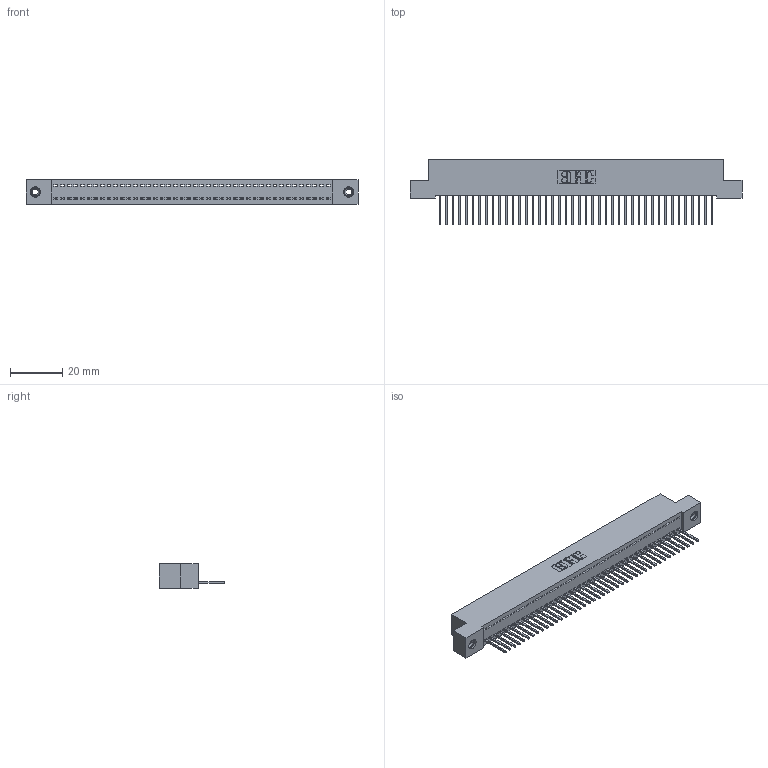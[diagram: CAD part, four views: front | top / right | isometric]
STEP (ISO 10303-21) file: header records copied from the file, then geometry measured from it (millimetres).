
FILE_DESCRIPTION (( 'STEP AP203' ), '1' );
FILE_NAME ('392-042-523-108.STEP', '2019-10-07T20:55:33', ( '' ), ( '' ), 'SwSTEP 2.0', 'SolidWorks 2016', '' );
FILE_SCHEMA (( 'CONFIG_CONTROL_DESIGN' ));
Length unit declared in the file: inch
Products named in the file (4): 345-292-001_345-293-123; 345-250-001_345-250-003-102; 392-042-523-108; 342 Part_TI
Assembly tree (45 placements, depth 2):
  392-042-523-108
    342 Part_TI
    345-292-001_345-293-123  x42
    345-250-001_345-250-003-102  x2
Bounding box: 127 x 25.15 x 9.4 mm (x, y, z)
Volume: 11113.4 mm3; surface area: 16377.4 mm2
Topology: 45 solids, 45 shells, 2606 faces, 7827 edges, 5154 vertices
Faces by surface type: plane 1862, cylinder 728, cone 12, torus 4
Entity records: 26748 total; most frequent: CARTESIAN_POINT 4595, ORIENTED_EDGE 4566, DIRECTION 3909, EDGE_CURVE 2283, VECTOR 2135, LINE 2135, VERTEX_POINT 1516, AXIS2_PLACEMENT_3D 887
